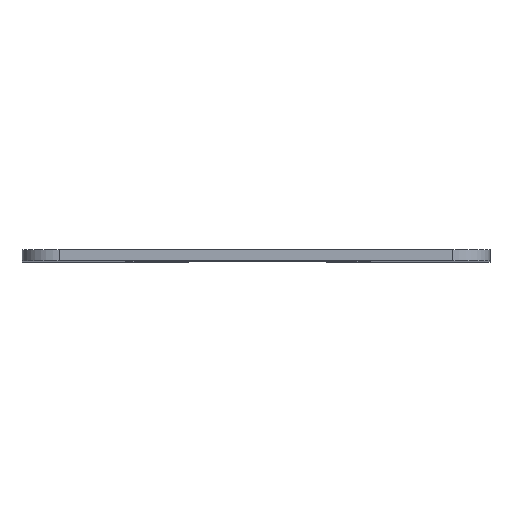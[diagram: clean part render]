
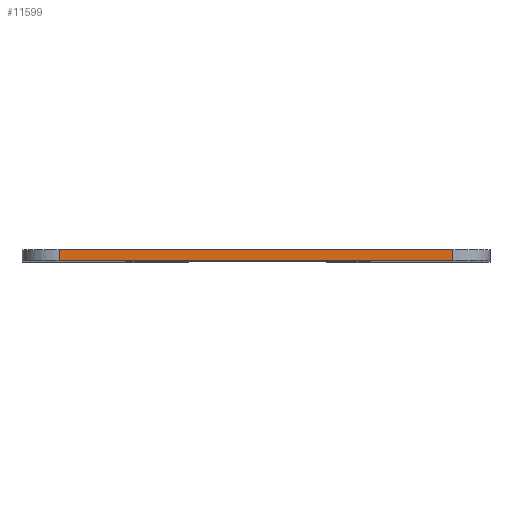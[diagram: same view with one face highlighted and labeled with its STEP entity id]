
A CAD part, top view. The second image highlights one B-rep face of the part: STEP entity #11599.
In plain terms, the highlighted planar face has unit normal (0, 0, 1).
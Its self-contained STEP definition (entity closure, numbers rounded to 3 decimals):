
#1945=FACE_OUTER_BOUND('',#2609,.T.);
#2609=EDGE_LOOP('',(#10599,#10600,#10601,#10602));
#3461=LINE('',#23566,#4342);
#3479=LINE('',#23654,#4360);
#3480=LINE('',#23657,#4361);
#3481=LINE('',#23658,#4362);
#4342=VECTOR('',#13009,10.);
#4360=VECTOR('',#13091,10.);
#4361=VECTOR('',#13094,10.);
#4362=VECTOR('',#13095,10.);
#5504=VERTEX_POINT('',#23548);
#5512=VERTEX_POINT('',#23564);
#5549=VERTEX_POINT('',#23650);
#5551=VERTEX_POINT('',#23656);
#7215=EDGE_CURVE('',#5512,#5504,#3461,.T.);
#7254=EDGE_CURVE('',#5504,#5549,#3479,.T.);
#7255=EDGE_CURVE('',#5551,#5512,#3480,.T.);
#7256=EDGE_CURVE('',#5549,#5551,#3481,.T.);
#10599=ORIENTED_EDGE('',*,*,#7254,.F.);
#10600=ORIENTED_EDGE('',*,*,#7215,.F.);
#10601=ORIENTED_EDGE('',*,*,#7255,.F.);
#10602=ORIENTED_EDGE('',*,*,#7256,.F.);
#11001=PLANE('',#11843);
#11599=ADVANCED_FACE('',(#1945),#11001,.T.);
#11843=AXIS2_PLACEMENT_3D('',#23655,#13092,#13093);
#13009=DIRECTION('',(-1.,0.,0.));
#13091=DIRECTION('',(0.,1.,0.));
#13092=DIRECTION('center_axis',(0.,0.,1.));
#13093=DIRECTION('ref_axis',(1.,0.,0.));
#13094=DIRECTION('',(0.,-1.,0.));
#13095=DIRECTION('',(1.,0.,0.));
#23548=CARTESIAN_POINT('',(-26.126,0.,48.25));
#23564=CARTESIAN_POINT('',(26.874,0.,48.25));
#23566=CARTESIAN_POINT('',(31.874,0.,48.25));
#23650=CARTESIAN_POINT('',(-26.126,1.5,48.25));
#23654=CARTESIAN_POINT('',(-26.126,0.,48.25));
#23655=CARTESIAN_POINT('Origin',(-31.126,0.,48.25));
#23656=CARTESIAN_POINT('',(26.874,1.5,48.25));
#23657=CARTESIAN_POINT('',(26.874,0.,48.25));
#23658=CARTESIAN_POINT('',(31.874,1.5,48.25));
